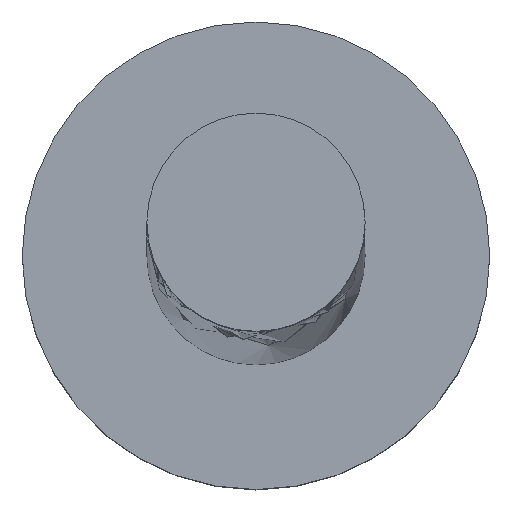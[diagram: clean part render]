
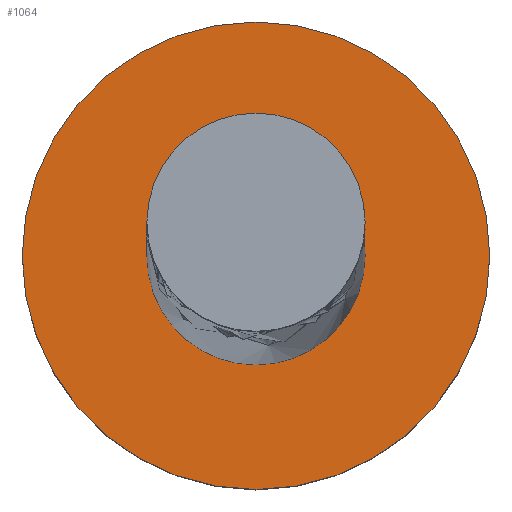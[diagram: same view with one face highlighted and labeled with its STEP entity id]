
A CAD part, top view. The second image highlights one B-rep face of the part: STEP entity #1064.
In plain terms, the highlighted planar face has unit normal (0, 0, 1).
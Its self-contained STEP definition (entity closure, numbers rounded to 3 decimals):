
#14 = DIRECTION ( 'NONE',  ( 0., 0., 1. ) ) ;
#20 = VERTEX_POINT ( 'NONE', #666 ) ;
#31 = EDGE_CURVE ( 'NONE', #1268, #1104, #298, .T. ) ;
#102 = EDGE_LOOP ( 'NONE', ( #1089, #1446 ) ) ;
#136 = AXIS2_PLACEMENT_3D ( 'NONE', #1225, #458, #333 ) ;
#141 = AXIS2_PLACEMENT_3D ( 'NONE', #957, #748, #1276 ) ;
#150 = CARTESIAN_POINT ( 'NONE',  ( 0., 0., 1.5 ) ) ;
#152 = PLANE ( 'NONE',  #281 ) ;
#169 = DIRECTION ( 'NONE',  ( 1., 0., 0. ) ) ;
#178 = VERTEX_POINT ( 'NONE', #361 ) ;
#281 = AXIS2_PLACEMENT_3D ( 'NONE', #395, #1300, #169 ) ;
#287 = CARTESIAN_POINT ( 'NONE',  ( 1.5, 0., 1.5 ) ) ;
#298 = CIRCLE ( 'NONE', #136, 1.5 ) ;
#333 = DIRECTION ( 'NONE',  ( 1., 0., 0. ) ) ;
#361 = CARTESIAN_POINT ( 'NONE',  ( -0.7, 0., 1.5 ) ) ;
#383 = CARTESIAN_POINT ( 'NONE',  ( -1.5, 0., 1.5 ) ) ;
#395 = CARTESIAN_POINT ( 'NONE',  ( 0., 0., 1.5 ) ) ;
#458 = DIRECTION ( 'NONE',  ( 0., 0., 1. ) ) ;
#496 = EDGE_CURVE ( 'NONE', #20, #178, #941, .T. ) ;
#557 = AXIS2_PLACEMENT_3D ( 'NONE', #150, #1290, #634 ) ;
#576 = CARTESIAN_POINT ( 'NONE',  ( 0., 0., 1.5 ) ) ;
#634 = DIRECTION ( 'NONE',  ( 1., 0., 0. ) ) ;
#666 = CARTESIAN_POINT ( 'NONE',  ( 0.7, 0., 1.5 ) ) ;
#748 = DIRECTION ( 'NONE',  ( 0., 0., 1. ) ) ;
#794 = ORIENTED_EDGE ( 'NONE', *, *, #1386, .F. ) ;
#907 = EDGE_LOOP ( 'NONE', ( #794, #1004 ) ) ;
#935 = EDGE_CURVE ( 'NONE', #1104, #1268, #1352, .T. ) ;
#937 = DIRECTION ( 'NONE',  ( 1., 0., 0. ) ) ;
#941 = CIRCLE ( 'NONE', #141, 0.7 ) ;
#957 = CARTESIAN_POINT ( 'NONE',  ( 0., 0., 1.5 ) ) ;
#1004 = ORIENTED_EDGE ( 'NONE', *, *, #496, .F. ) ;
#1028 = CIRCLE ( 'NONE', #557, 0.7 ) ;
#1063 = AXIS2_PLACEMENT_3D ( 'NONE', #576, #14, #937 ) ;
#1064 = ADVANCED_FACE ( 'NONE', ( #1277, #1168 ), #152, .T. ) ;
#1089 = ORIENTED_EDGE ( 'NONE', *, *, #31, .T. ) ;
#1104 = VERTEX_POINT ( 'NONE', #287 ) ;
#1168 = FACE_OUTER_BOUND ( 'NONE', #102, .T. ) ;
#1225 = CARTESIAN_POINT ( 'NONE',  ( 0., 0., 1.5 ) ) ;
#1268 = VERTEX_POINT ( 'NONE', #383 ) ;
#1276 = DIRECTION ( 'NONE',  ( 1., 0., 0. ) ) ;
#1277 = FACE_BOUND ( 'NONE', #907, .T. ) ;
#1290 = DIRECTION ( 'NONE',  ( 0., 0., 1. ) ) ;
#1300 = DIRECTION ( 'NONE',  ( 0., 0., 1. ) ) ;
#1352 = CIRCLE ( 'NONE', #1063, 1.5 ) ;
#1386 = EDGE_CURVE ( 'NONE', #178, #20, #1028, .T. ) ;
#1446 = ORIENTED_EDGE ( 'NONE', *, *, #935, .T. ) ;
